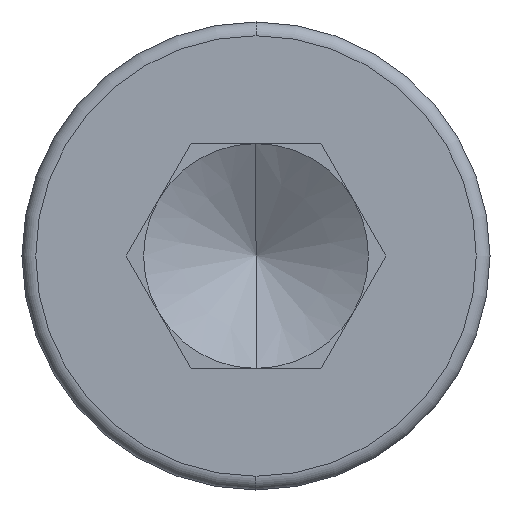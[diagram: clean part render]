
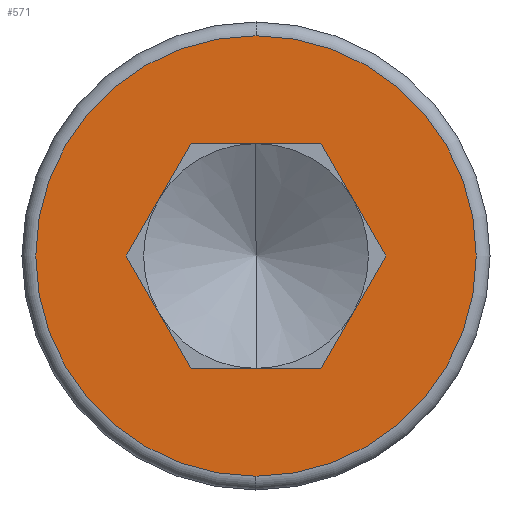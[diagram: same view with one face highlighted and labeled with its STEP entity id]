
A CAD part, left-side view. The second image highlights one B-rep face of the part: STEP entity #571.
In plain terms, the highlighted planar face has unit normal (-1, 0, 0).
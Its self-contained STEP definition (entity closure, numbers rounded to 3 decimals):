
#13 = DIRECTION ( 'NONE',  ( 0., 0., 1. ) ) ;
#17 = EDGE_CURVE ( 'NONE', #289, #719, #404, .T. ) ;
#28 = EDGE_CURVE ( 'NONE', #719, #163, #577, .T. ) ;
#39 = CARTESIAN_POINT ( 'NONE',  ( 0., 1.179, -2.042 ) ) ;
#44 = CARTESIAN_POINT ( 'NONE',  ( 0., -2.358, 0. ) ) ;
#47 = CARTESIAN_POINT ( 'NONE',  ( 0., 0., -4. ) ) ;
#48 = EDGE_CURVE ( 'NONE', #721, #544, #407, .T. ) ;
#51 = EDGE_CURVE ( 'NONE', #544, #721, #121, .T. ) ;
#54 = ORIENTED_EDGE ( 'NONE', *, *, #711, .T. ) ;
#71 = CARTESIAN_POINT ( 'NONE',  ( 0., -1.179, 2.042 ) ) ;
#72 = CARTESIAN_POINT ( 'NONE',  ( 0., 0., 0. ) ) ;
#98 = CARTESIAN_POINT ( 'NONE',  ( 0., 2.358, 0. ) ) ;
#100 = EDGE_LOOP ( 'NONE', ( #661, #191 ) ) ;
#121 = CIRCLE ( 'NONE', #284, 4. ) ;
#125 = DIRECTION ( 'NONE',  ( -1., 0., 0. ) ) ;
#128 = ORIENTED_EDGE ( 'NONE', *, *, #28, .F. ) ;
#131 = CARTESIAN_POINT ( 'NONE',  ( 0., 2.358, 0. ) ) ;
#140 = DIRECTION ( 'NONE',  ( 0., -0.5, -0.866 ) ) ;
#148 = CARTESIAN_POINT ( 'NONE',  ( 0., 0., 4. ) ) ;
#150 = DIRECTION ( 'NONE',  ( 0., 0., 1. ) ) ;
#163 = VERTEX_POINT ( 'NONE', #446 ) ;
#182 = PLANE ( 'NONE',  #654 ) ;
#191 = ORIENTED_EDGE ( 'NONE', *, *, #48, .T. ) ;
#196 = DIRECTION ( 'NONE',  ( 0., -0.5, 0.866 ) ) ;
#280 = ORIENTED_EDGE ( 'NONE', *, *, #17, .F. ) ;
#284 = AXIS2_PLACEMENT_3D ( 'NONE', #72, #386, #502 ) ;
#289 = VERTEX_POINT ( 'NONE', #98 ) ;
#294 = CARTESIAN_POINT ( 'NONE',  ( 0., -1.179, 2.042 ) ) ;
#296 = CARTESIAN_POINT ( 'NONE',  ( 0., 0., 0. ) ) ;
#305 = CARTESIAN_POINT ( 'NONE',  ( 0., 0., 0. ) ) ;
#309 = DIRECTION ( 'NONE',  ( 0., -1., 0. ) ) ;
#319 = DIRECTION ( 'NONE',  ( 0., 1., 0. ) ) ;
#382 = VECTOR ( 'NONE', #520, 1000. ) ;
#384 = DIRECTION ( 'NONE',  ( 0., -0.5, -0.866 ) ) ;
#386 = DIRECTION ( 'NONE',  ( -1., 0., 0. ) ) ;
#387 = CARTESIAN_POINT ( 'NONE',  ( 0., 2.358, 0. ) ) ;
#390 = AXIS2_PLACEMENT_3D ( 'NONE', #305, #543, #150 ) ;
#404 = LINE ( 'NONE', #131, #464 ) ;
#405 = VECTOR ( 'NONE', #196, 1000. ) ;
#407 = CIRCLE ( 'NONE', #390, 4. ) ;
#422 = LINE ( 'NONE', #387, #405 ) ;
#429 = VECTOR ( 'NONE', #319, 1000. ) ;
#431 = FACE_OUTER_BOUND ( 'NONE', #100, .T. ) ;
#441 = CARTESIAN_POINT ( 'NONE',  ( 0., 1.179, 2.042 ) ) ;
#446 = CARTESIAN_POINT ( 'NONE',  ( 0., -1.179, -2.042 ) ) ;
#456 = FACE_BOUND ( 'NONE', #727, .T. ) ;
#464 = VECTOR ( 'NONE', #384, 1000. ) ;
#478 = VECTOR ( 'NONE', #309, 1000. ) ;
#502 = DIRECTION ( 'NONE',  ( 0., 0., 1. ) ) ;
#520 = DIRECTION ( 'NONE',  ( 0., 0.5, -0.866 ) ) ;
#541 = VECTOR ( 'NONE', #140, 1000. ) ;
#543 = DIRECTION ( 'NONE',  ( -1., 0., 0. ) ) ;
#544 = VERTEX_POINT ( 'NONE', #148 ) ;
#546 = CARTESIAN_POINT ( 'NONE',  ( 0., -2.358, 0. ) ) ;
#571 = ADVANCED_FACE ( 'NONE', ( #456, #431 ), #182, .T. ) ;
#577 = LINE ( 'NONE', #39, #478 ) ;
#583 = LINE ( 'NONE', #294, #541 ) ;
#604 = EDGE_CURVE ( 'NONE', #289, #693, #422, .T. ) ;
#607 = VERTEX_POINT ( 'NONE', #71 ) ;
#650 = ORIENTED_EDGE ( 'NONE', *, *, #745, .T. ) ;
#654 = AXIS2_PLACEMENT_3D ( 'NONE', #296, #125, #13 ) ;
#660 = VERTEX_POINT ( 'NONE', #44 ) ;
#661 = ORIENTED_EDGE ( 'NONE', *, *, #51, .T. ) ;
#674 = LINE ( 'NONE', #747, #429 ) ;
#686 = CARTESIAN_POINT ( 'NONE',  ( 0., 1.179, -2.042 ) ) ;
#689 = LINE ( 'NONE', #546, #382 ) ;
#693 = VERTEX_POINT ( 'NONE', #441 ) ;
#710 = ORIENTED_EDGE ( 'NONE', *, *, #724, .F. ) ;
#711 = EDGE_CURVE ( 'NONE', #607, #660, #583, .T. ) ;
#717 = ORIENTED_EDGE ( 'NONE', *, *, #604, .T. ) ;
#719 = VERTEX_POINT ( 'NONE', #686 ) ;
#721 = VERTEX_POINT ( 'NONE', #47 ) ;
#724 = EDGE_CURVE ( 'NONE', #607, #693, #674, .T. ) ;
#727 = EDGE_LOOP ( 'NONE', ( #717, #710, #54, #650, #128, #280 ) ) ;
#745 = EDGE_CURVE ( 'NONE', #660, #163, #689, .T. ) ;
#747 = CARTESIAN_POINT ( 'NONE',  ( 0., -1.179, 2.042 ) ) ;
